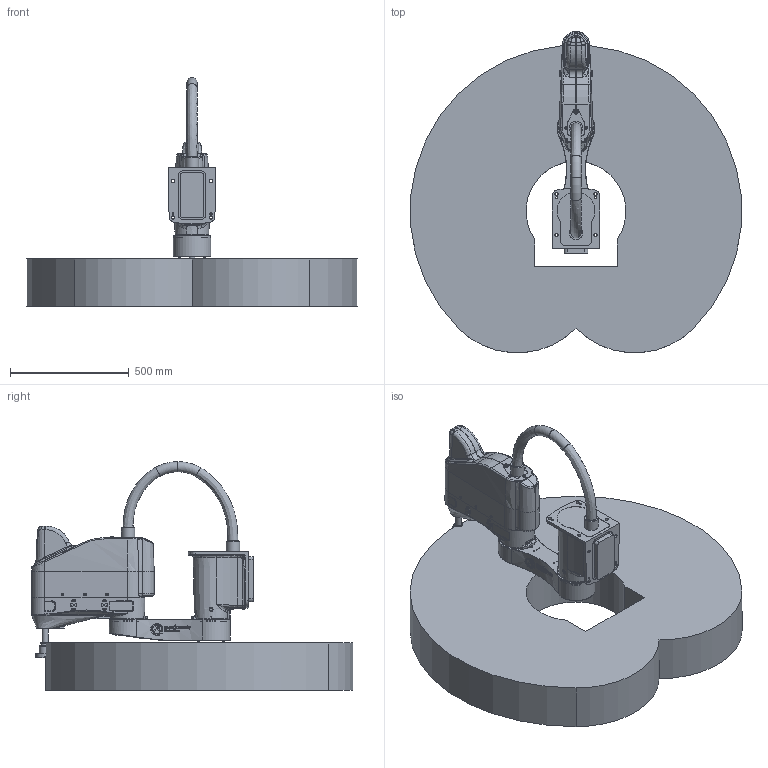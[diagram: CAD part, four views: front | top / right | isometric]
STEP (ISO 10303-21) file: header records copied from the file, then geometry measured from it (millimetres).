
FILE_DESCRIPTION(/* description */ ('Norm.iam Teamplte'),/* implementation_level */ '2;1');
FILE_NAME(/* name */ '3D-model_AT_00020-01.stp',/* time_stamp */ '2025-07-10T07:55:11+02:00',/* author */ ('tim.ketterer'),/* organization */ (''),/* preprocessor_version */ 'ST-DEVELOPER v19.2',/* originating_system */ 'Autodesk Inventor 2023',/* authorisation */ '');
FILE_SCHEMA (('AUTOMOTIVE_DESIGN { 1 0 10303 214 3 1 1 }'));
Products named in the file (7): AT_00020-01_DUMMY sCara4-800-6kg; MT_WST00110984 Dummy Grundgestell; MT_WST00109346 Dummy Schwinge; MT_WST00118939; MT_WST00109391 Dummy Werkzeugträger; MT_WST00109303 Kabelbaum; MT_WST00109312 Arbeitsbereich
Assembly tree (6 placements, depth 2):
  AT_00020-01_DUMMY sCara4-800-6kg
    MT_WST00110984 Dummy Grundgestell
    MT_WST00109346 Dummy Schwinge
    MT_WST00118939
    MT_WST00109391 Dummy Werkzeugträger
    MT_WST00109303 Kabelbaum
    MT_WST00109312 Arbeitsbereich
Bounding box: 1394.67 x 1353.66 x 965 mm (x, y, z)
Volume: 294927186.9 mm3; surface area: 5403943.6 mm2
Topology: 6 solids, 8 shells, 2158 faces, 5302 edges, 3328 vertices
Faces by surface type: plane 736, bspline 660, cylinder 489, cone 197, torus 55, sphere 21
Full cylindrical faces by diameter (mm): 3.242 x52, 3.8 x2, 4 x2, 4.134 x12, 4.917 x13, 5.8 x1, 6 x3, 6.6 x2, 7.6 x8, 8 x2, 8.5 x16, 10 x6, 11.6 x9, 13.5 x9, 14 x1, 16 x1, 17 x1, 17.5 x1, 18 x1, 20 x1, 25 x2, 33 x1, 35 x4, 35.6 x1, 36 x1, 38.3 x1, 39 x1, 40 x1, 42.2 x1, 42.8 x2
Entity records: 90328 total; most frequent: CARTESIAN_POINT 40978, ORIENTED_EDGE 10426, DIRECTION 8510, EDGE_CURVE 5213, VERTEX_POINT 3328, AXIS2_PLACEMENT_3D 3156, EDGE_LOOP 2461, LINE 2198
